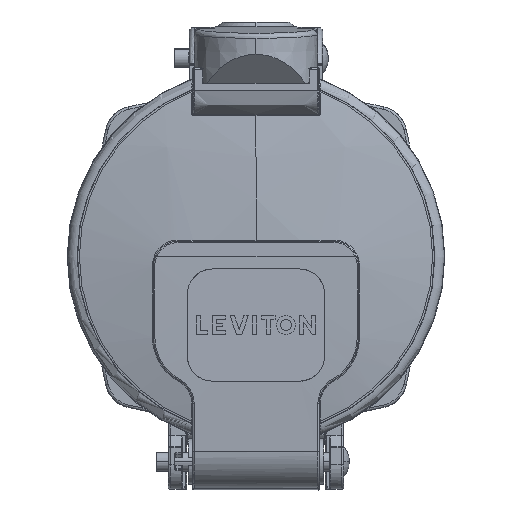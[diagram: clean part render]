
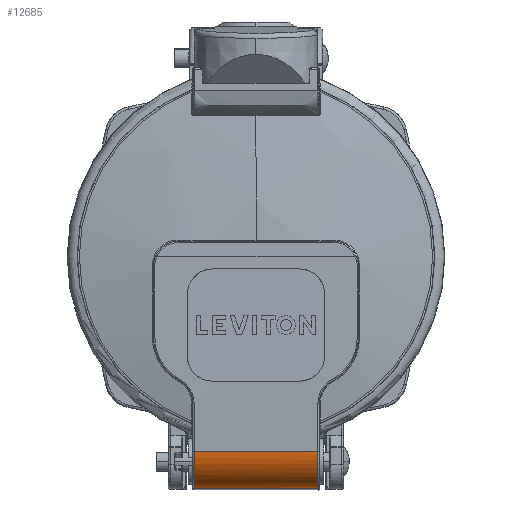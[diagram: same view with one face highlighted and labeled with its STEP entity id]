
A CAD part, top view. The second image highlights one B-rep face of the part: STEP entity #12685.
In plain terms, the highlighted cylindrical face has radius 8 mm (diameter 16 mm), a partial arc.
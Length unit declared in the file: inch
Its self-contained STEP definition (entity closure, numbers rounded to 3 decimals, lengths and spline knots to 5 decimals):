
#3012 = CARTESIAN_POINT ( 'NONE',  ( -0.49642, -0.3605, 3.23428 ) ) ;
#3147 = CARTESIAN_POINT ( 'NONE',  ( 0.49688, -0.58948, 3.08157 ) ) ;
#3675 = VERTEX_POINT ( 'NONE', #11123 ) ;
#4210 = CARTESIAN_POINT ( 'NONE',  ( 0.49732, -0.62952, 2.97088 ) ) ;
#4287 = VERTEX_POINT ( 'NONE', #66557 ) ;
#5456 = CARTESIAN_POINT ( 'NONE',  ( -0.49645, -0.43516, 3.21463 ) ) ;
#6900 = DIRECTION ( 'NONE',  ( 1., 0., 0. ) ) ;
#7600 = CYLINDRICAL_SURFACE ( 'NONE', #52255, 0.31496 ) ;
#8945 = CARTESIAN_POINT ( 'NONE',  ( 0.49668, -0.54673, 3.13755 ) ) ;
#8956 = EDGE_CURVE ( 'NONE', #46685, #16764, #12234, .T. ) ;
#9015 = CARTESIAN_POINT ( 'NONE',  ( -0.49648, -0.45938, 3.20382 ) ) ;
#9100 = EDGE_CURVE ( 'NONE', #67282, #33359, #39451, .T. ) ;
#10147 = CARTESIAN_POINT ( 'NONE',  ( -0.49744, -0.63145, 2.94926 ) ) ;
#10417 = AXIS2_PLACEMENT_3D ( 'NONE', #62585, #18271, #40447 ) ;
#11017 = CARTESIAN_POINT ( 'NONE',  ( -0.49683, -0.58151, 3.09572 ) ) ;
#11123 = CARTESIAN_POINT ( 'NONE',  ( 0.49644, -0.33558, 3.23569 ) ) ;
#11742 = VECTOR ( 'NONE', #47011, 39.37008 ) ;
#11788 = VECTOR ( 'NONE', #52857, 39.37008 ) ;
#12234 = B_SPLINE_CURVE_WITH_KNOTS ( 'NONE', 3,
 ( #30640, #3012, #52800, #5456, #9015, #12535, #13272, #23813, #11017, #53906 ),
 .UNSPECIFIED., .F., .F.,
 ( 4, 2, 2, 2, 4 ),
 ( 0., 0.25, 0.5, 0.75, 1. ),
 .UNSPECIFIED. ) ;
#12535 = CARTESIAN_POINT ( 'NONE',  ( -0.49656, -0.50506, 3.17585 ) ) ;
#12685 = ADVANCED_FACE ( 'NONE', ( #34177 ), #7600, .T. ) ;
#13272 = CARTESIAN_POINT ( 'NONE',  ( -0.49661, -0.5265, 3.15869 ) ) ;
#14424 = CARTESIAN_POINT ( 'NONE',  ( 0.49649, -0.47719, 3.19542 ) ) ;
#15146 = CARTESIAN_POINT ( 'NONE',  ( 0.49665, -0.5373, 3.14705 ) ) ;
#15880 = CARTESIAN_POINT ( 'NONE',  ( 0.49642, -0.40848, 3.22516 ) ) ;
#16764 = VERTEX_POINT ( 'NONE', #59661 ) ;
#18271 = DIRECTION ( 'NONE',  ( 1., 0., 0. ) ) ;
#20022 = ORIENTED_EDGE ( 'NONE', *, *, #8956, .T. ) ;
#20464 = CARTESIAN_POINT ( 'NONE',  ( -0.49744, -0.59507, 3.07054 ) ) ;
#20571 = CARTESIAN_POINT ( 'NONE',  ( 0.49701, -0.60653, 3.04832 ) ) ;
#21309 = CARTESIAN_POINT ( 'NONE',  ( 0.49741, -0.63145, 2.94926 ) ) ;
#23813 = CARTESIAN_POINT ( 'NONE',  ( -0.49675, -0.56473, 3.11863 ) ) ;
#24617 = EDGE_CURVE ( 'NONE', #67282, #16764, #41190, .T. ) ;
#25309 = CARTESIAN_POINT ( 'NONE',  ( 0.49642, -0.37195, 3.23363 ) ) ;
#25659 = CARTESIAN_POINT ( 'NONE',  ( 0.49666, -0.53941, 3.14499 ) ) ;
#26011 = CARTESIAN_POINT ( 'NONE',  ( 0.49665, -0.53818, 3.14619 ) ) ;
#26378 = CARTESIAN_POINT ( 'NONE',  ( 0.49665, -0.53765, 3.14671 ) ) ;
#28302 = B_SPLINE_CURVE_WITH_KNOTS ( 'NONE', 3,
 ( #21309, #4210, #70721, #70356, #20571, #3147, #37299, #58735, #38028, #43125, #8945, #64902, #25659, #26011, #26378, #15146, #65634, #31125, #14424, #15880, #25309, #64187 ),
 .UNSPECIFIED., .F., .F.,
 ( 4, 2, 2, 2, 2, 1, 1, 1, 1, 2, 2, 2, 4 ),
 ( 0., 0.125, 0.25, 0.375, 0.4375, 0.46875, 0.48438, 0.49219, 0.49609, 0.49805, 0.5, 0.75, 1. ),
 .UNSPECIFIED. ) ;
#28735 = ORIENTED_EDGE ( 'NONE', *, *, #24617, .F. ) ;
#29074 = DIRECTION ( 'NONE',  ( 0., 0.002, 1. ) ) ;
#30071 = EDGE_CURVE ( 'NONE', #4287, #3675, #28302, .T. ) ;
#30640 = CARTESIAN_POINT ( 'NONE',  ( -0.49644, -0.33558, 3.23569 ) ) ;
#31125 = CARTESIAN_POINT ( 'NONE',  ( 0.49656, -0.50935, 3.17415 ) ) ;
#31597 = DIRECTION ( 'NONE',  ( -1., 0., 0. ) ) ;
#32008 = ORIENTED_EDGE ( 'NONE', *, *, #62951, .F. ) ;
#33359 = VERTEX_POINT ( 'NONE', #10147 ) ;
#34177 = FACE_OUTER_BOUND ( 'NONE', #60947, .T. ) ;
#35378 = CARTESIAN_POINT ( 'NONE',  ( -0.49644, -0.33558, 3.23569 ) ) ;
#37299 = CARTESIAN_POINT ( 'NONE',  ( 0.49683, -0.57982, 3.09676 ) ) ;
#37931 = EDGE_CURVE ( 'NONE', #4287, #33359, #42514, .T. ) ;
#38028 = CARTESIAN_POINT ( 'NONE',  ( 0.49673, -0.55902, 3.12385 ) ) ;
#39451 = CIRCLE ( 'NONE', #10417, 0.31496 ) ;
#40447 = DIRECTION ( 'NONE',  ( 0., -0.002, -1. ) ) ;
#41190 = LINE ( 'NONE', #46659, #11742 ) ;
#41250 = CARTESIAN_POINT ( 'NONE',  ( -0.82185, -0.33558, 3.23569 ) ) ;
#41613 = VECTOR ( 'NONE', #31597, 39.37008 ) ;
#42514 = LINE ( 'NONE', #58853, #41613 ) ;
#43027 = ORIENTED_EDGE ( 'NONE', *, *, #37931, .F. ) ;
#43125 = CARTESIAN_POINT ( 'NONE',  ( 0.4967, -0.55085, 3.13307 ) ) ;
#46659 = CARTESIAN_POINT ( 'NONE',  ( -0.50728, -0.59507, 3.07054 ) ) ;
#46685 = VERTEX_POINT ( 'NONE', #35378 ) ;
#47011 = DIRECTION ( 'NONE',  ( 1., 0., 0. ) ) ;
#50100 = ORIENTED_EDGE ( 'NONE', *, *, #30071, .T. ) ;
#50664 = ORIENTED_EDGE ( 'NONE', *, *, #9100, .T. ) ;
#52255 = AXIS2_PLACEMENT_3D ( 'NONE', #56705, #6900, #29074 ) ;
#52800 = CARTESIAN_POINT ( 'NONE',  ( -0.49642, -0.38571, 3.22986 ) ) ;
#52857 = DIRECTION ( 'NONE',  ( 1., 0., 0. ) ) ;
#53906 = CARTESIAN_POINT ( 'NONE',  ( -0.49692, -0.59507, 3.07054 ) ) ;
#56705 = CARTESIAN_POINT ( 'NONE',  ( -0.82185, -0.31774, 2.92123 ) ) ;
#58735 = CARTESIAN_POINT ( 'NONE',  ( 0.49675, -0.56434, 3.11735 ) ) ;
#58853 = CARTESIAN_POINT ( 'NONE',  ( -0.82185, -0.63145, 2.94926 ) ) ;
#59661 = CARTESIAN_POINT ( 'NONE',  ( -0.49692, -0.59507, 3.07054 ) ) ;
#60947 = EDGE_LOOP ( 'NONE', ( #28735, #50664, #43027, #50100, #32008, #20022 ) ) ;
#62585 = CARTESIAN_POINT ( 'NONE',  ( -0.49744, -0.31774, 2.92123 ) ) ;
#62951 = EDGE_CURVE ( 'NONE', #46685, #3675, #63746, .T. ) ;
#63746 = LINE ( 'NONE', #41250, #11788 ) ;
#64187 = CARTESIAN_POINT ( 'NONE',  ( 0.49644, -0.33558, 3.23569 ) ) ;
#64902 = CARTESIAN_POINT ( 'NONE',  ( 0.49666, -0.54186, 3.14255 ) ) ;
#65634 = CARTESIAN_POINT ( 'NONE',  ( 0.49665, -0.53717, 3.14718 ) ) ;
#66557 = CARTESIAN_POINT ( 'NONE',  ( 0.49741, -0.63145, 2.94926 ) ) ;
#67282 = VERTEX_POINT ( 'NONE', #20464 ) ;
#70356 = CARTESIAN_POINT ( 'NONE',  ( 0.49708, -0.61393, 3.03025 ) ) ;
#70721 = CARTESIAN_POINT ( 'NONE',  ( 0.49723, -0.62542, 2.99153 ) ) ;
